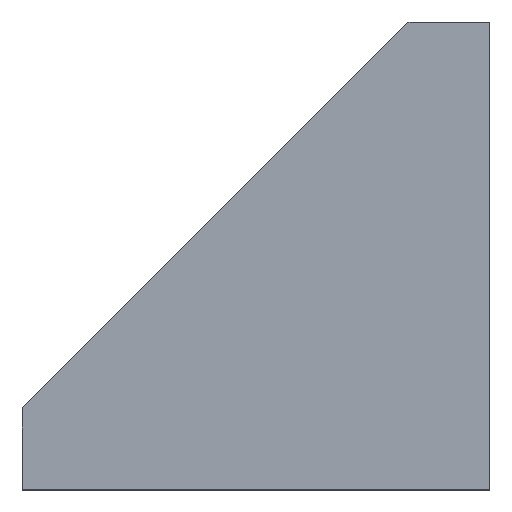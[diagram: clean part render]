
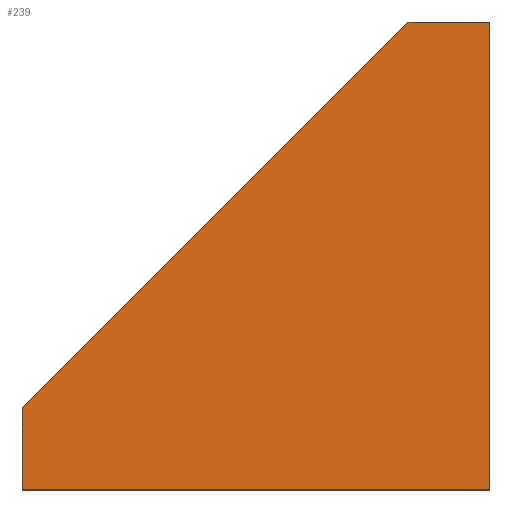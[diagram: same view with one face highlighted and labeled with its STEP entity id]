
A CAD part, top view. The second image highlights one B-rep face of the part: STEP entity #239.
In plain terms, the highlighted planar face has unit normal (0, 0, 1).
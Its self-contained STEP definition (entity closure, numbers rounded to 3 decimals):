
#31=FACE_OUTER_BOUND('',#47,.T.);
#47=EDGE_LOOP('',(#180,#181,#182,#183,#184));
#68=LINE('',#356,#94);
#72=LINE('',#363,#98);
#73=LINE('',#365,#99);
#74=LINE('',#367,#100);
#75=LINE('',#368,#101);
#94=VECTOR('',#288,46.669);
#98=VECTOR('',#296,7.);
#99=VECTOR('',#297,40.);
#100=VECTOR('',#298,40.);
#101=VECTOR('',#299,7.);
#121=VERTEX_POINT('',#354);
#122=VERTEX_POINT('',#355);
#123=VERTEX_POINT('',#362);
#124=VERTEX_POINT('',#364);
#125=VERTEX_POINT('',#366);
#142=EDGE_CURVE('',#121,#122,#68,.T.);
#146=EDGE_CURVE('',#122,#123,#72,.T.);
#147=EDGE_CURVE('',#123,#124,#73,.T.);
#148=EDGE_CURVE('',#124,#125,#74,.T.);
#149=EDGE_CURVE('',#125,#121,#75,.T.);
#180=ORIENTED_EDGE('',*,*,#142,.T.);
#181=ORIENTED_EDGE('',*,*,#146,.T.);
#182=ORIENTED_EDGE('',*,*,#147,.T.);
#183=ORIENTED_EDGE('',*,*,#148,.T.);
#184=ORIENTED_EDGE('',*,*,#149,.T.);
#227=PLANE('',#257);
#239=ADVANCED_FACE('',(#31),#227,.T.);
#257=AXIS2_PLACEMENT_3D('',#361,#294,#295);
#288=DIRECTION('',(-0.707,-0.707,0.));
#294=DIRECTION('center_axis',(0.,0.,1.));
#295=DIRECTION('ref_axis',(1.,0.,0.));
#296=DIRECTION('',(0.,-1.,0.));
#297=DIRECTION('',(1.,0.,0.));
#298=DIRECTION('',(0.,1.,0.));
#299=DIRECTION('',(-1.,0.,0.));
#354=CARTESIAN_POINT('',(-7.,17.5,9.));
#355=CARTESIAN_POINT('',(-40.,-15.5,9.));
#356=CARTESIAN_POINT('',(-7.,17.5,9.));
#361=CARTESIAN_POINT('Origin',(-40.,-22.5,9.));
#362=CARTESIAN_POINT('',(-40.,-22.5,9.));
#363=CARTESIAN_POINT('',(-40.,-15.5,9.));
#364=CARTESIAN_POINT('',(0.,-22.5,9.));
#365=CARTESIAN_POINT('',(-40.,-22.5,9.));
#366=CARTESIAN_POINT('',(0.,17.5,9.));
#367=CARTESIAN_POINT('',(0.,-22.5,9.));
#368=CARTESIAN_POINT('',(0.,17.5,9.));
